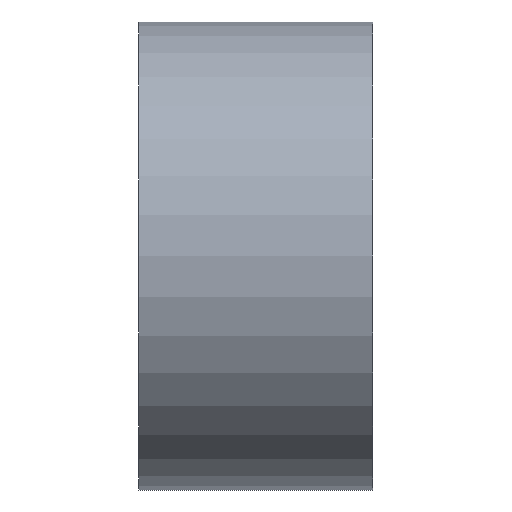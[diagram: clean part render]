
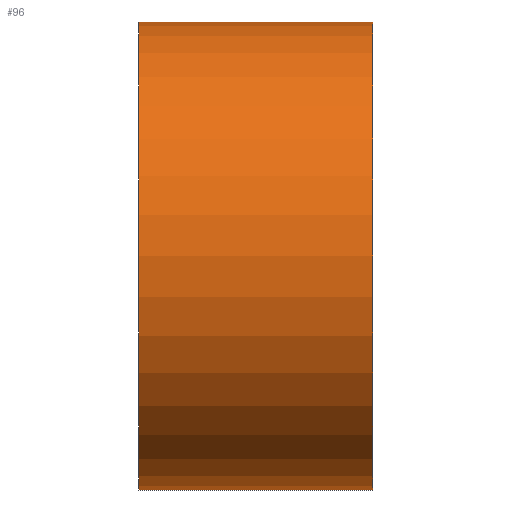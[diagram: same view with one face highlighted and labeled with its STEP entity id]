
A CAD part, left-side view. The second image highlights one B-rep face of the part: STEP entity #96.
In plain terms, the highlighted cylindrical face has radius 20 mm (diameter 40 mm), a partial arc.
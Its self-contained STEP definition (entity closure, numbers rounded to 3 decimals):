
#1 = DIRECTION ( 'NONE',  ( 0., 0., -1. ) ) ;
#4 = DIRECTION ( 'NONE',  ( 0., 1., 0. ) ) ;
#23 = CARTESIAN_POINT ( 'NONE',  ( 0., 20., 20. ) ) ;
#31 = CYLINDRICAL_SURFACE ( 'NONE', #299, 20. ) ;
#35 = FACE_OUTER_BOUND ( 'NONE', #124, .T. ) ;
#37 = EDGE_CURVE ( 'NONE', #94, #342, #379, .T. ) ;
#44 = EDGE_CURVE ( 'NONE', #339, #140, #93, .T. ) ;
#65 = CARTESIAN_POINT ( 'NONE',  ( 0., 20., 0. ) ) ;
#68 = DIRECTION ( 'NONE',  ( 0., 0., 1. ) ) ;
#84 = DIRECTION ( 'NONE',  ( 0., -1., 0. ) ) ;
#89 = ORIENTED_EDGE ( 'NONE', *, *, #350, .F. ) ;
#93 = CIRCLE ( 'NONE', #174, 20. ) ;
#94 = VERTEX_POINT ( 'NONE', #196 ) ;
#96 = ADVANCED_FACE ( 'NONE', ( #35 ), #31, .T. ) ;
#105 = DIRECTION ( 'NONE',  ( 0., -1., 0. ) ) ;
#123 = CARTESIAN_POINT ( 'NONE',  ( 0., 0., 20. ) ) ;
#124 = EDGE_LOOP ( 'NONE', ( #89, #312, #253, #390 ) ) ;
#135 = CARTESIAN_POINT ( 'NONE',  ( 0., 20., 0. ) ) ;
#140 = VERTEX_POINT ( 'NONE', #226 ) ;
#168 = AXIS2_PLACEMENT_3D ( 'NONE', #294, #380, #262 ) ;
#174 = AXIS2_PLACEMENT_3D ( 'NONE', #135, #4, #68 ) ;
#187 = EDGE_CURVE ( 'NONE', #339, #94, #304, .T. ) ;
#196 = CARTESIAN_POINT ( 'NONE',  ( 0., 0., -20. ) ) ;
#204 = CARTESIAN_POINT ( 'NONE',  ( 0., 20., -20. ) ) ;
#226 = CARTESIAN_POINT ( 'NONE',  ( 0., 20., 20. ) ) ;
#241 = VECTOR ( 'NONE', #105, 1000. ) ;
#253 = ORIENTED_EDGE ( 'NONE', *, *, #187, .T. ) ;
#262 = DIRECTION ( 'NONE',  ( 0., 0., 1. ) ) ;
#271 = CARTESIAN_POINT ( 'NONE',  ( 0., 20., -20. ) ) ;
#283 = VECTOR ( 'NONE', #84, 1000. ) ;
#289 = DIRECTION ( 'NONE',  ( 0., -1., 0. ) ) ;
#294 = CARTESIAN_POINT ( 'NONE',  ( 0., 0., 0. ) ) ;
#299 = AXIS2_PLACEMENT_3D ( 'NONE', #65, #289, #1 ) ;
#304 = LINE ( 'NONE', #204, #241 ) ;
#312 = ORIENTED_EDGE ( 'NONE', *, *, #44, .F. ) ;
#313 = LINE ( 'NONE', #23, #283 ) ;
#339 = VERTEX_POINT ( 'NONE', #271 ) ;
#342 = VERTEX_POINT ( 'NONE', #123 ) ;
#350 = EDGE_CURVE ( 'NONE', #140, #342, #313, .T. ) ;
#379 = CIRCLE ( 'NONE', #168, 20. ) ;
#380 = DIRECTION ( 'NONE',  ( 0., 1., 0. ) ) ;
#390 = ORIENTED_EDGE ( 'NONE', *, *, #37, .T. ) ;
